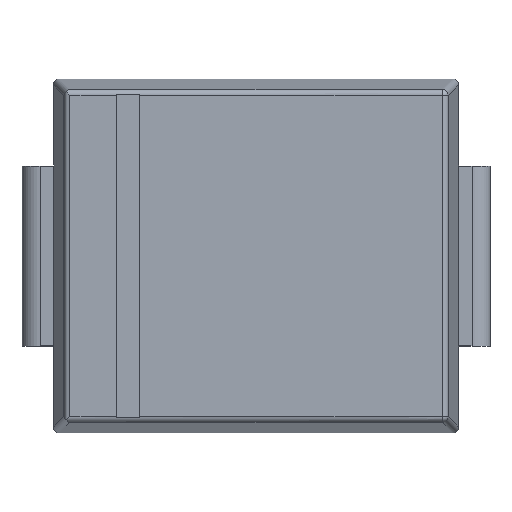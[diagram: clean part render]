
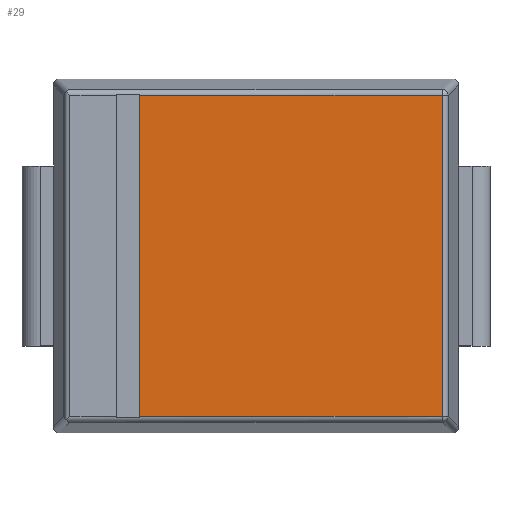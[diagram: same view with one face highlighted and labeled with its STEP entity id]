
A CAD part, top view. The second image highlights one B-rep face of the part: STEP entity #29.
In plain terms, the highlighted planar face has unit normal (0, 0, 1).
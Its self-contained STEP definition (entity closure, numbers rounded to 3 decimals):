
#29 = ADVANCED_FACE ( 'NONE', ( #2293 ), #2669, .T. ) ;
#131 = EDGE_CURVE ( 'NONE', #4916, #5211, #1812, .T. ) ;
#138 = CARTESIAN_POINT ( 'NONE',  ( 3.102, -2.677, 1.075 ) ) ;
#343 = ORIENTED_EDGE ( 'NONE', *, *, #5468, .F. ) ;
#386 = CARTESIAN_POINT ( 'NONE',  ( 0., 0., 1.075 ) ) ;
#408 = EDGE_LOOP ( 'NONE', ( #343, #2577, #4378, #1822 ) ) ;
#488 = VECTOR ( 'NONE', #4394, 1000. ) ;
#541 = CARTESIAN_POINT ( 'NONE',  ( -1.936, 2.677, 1.075 ) ) ;
#817 = CARTESIAN_POINT ( 'NONE',  ( -1.936, 2.677, 1.075 ) ) ;
#891 = EDGE_CURVE ( 'NONE', #5186, #4916, #5464, .T. ) ;
#1521 = VECTOR ( 'NONE', #1873, 1000. ) ;
#1812 = LINE ( 'NONE', #541, #1521 ) ;
#1822 = ORIENTED_EDGE ( 'NONE', *, *, #131, .T. ) ;
#1873 = DIRECTION ( 'NONE',  ( -1., 0., 0. ) ) ;
#1880 = VECTOR ( 'NONE', #5824, 1000. ) ;
#2212 = DIRECTION ( 'NONE',  ( 1., 0., 0. ) ) ;
#2233 = DIRECTION ( 'NONE',  ( 0., 0., 1. ) ) ;
#2293 = FACE_OUTER_BOUND ( 'NONE', #408, .T. ) ;
#2328 = CARTESIAN_POINT ( 'NONE',  ( -1.936, -2.677, 1.075 ) ) ;
#2577 = ORIENTED_EDGE ( 'NONE', *, *, #3049, .T. ) ;
#2640 = DIRECTION ( 'NONE',  ( 1., 0., 0. ) ) ;
#2669 = PLANE ( 'NONE',  #3633 ) ;
#3049 = EDGE_CURVE ( 'NONE', #3289, #5186, #6001, .T. ) ;
#3050 = CARTESIAN_POINT ( 'NONE',  ( 3.102, 2.76, 1.075 ) ) ;
#3262 = VECTOR ( 'NONE', #2640, 1000. ) ;
#3289 = VERTEX_POINT ( 'NONE', #2328 ) ;
#3633 = AXIS2_PLACEMENT_3D ( 'NONE', #386, #2233, #2212 ) ;
#3973 = LINE ( 'NONE', #5774, #1880 ) ;
#4378 = ORIENTED_EDGE ( 'NONE', *, *, #891, .T. ) ;
#4394 = DIRECTION ( 'NONE',  ( 0., 1., 0. ) ) ;
#4916 = VERTEX_POINT ( 'NONE', #6075 ) ;
#5011 = CARTESIAN_POINT ( 'NONE',  ( 3.185, -2.677, 1.075 ) ) ;
#5186 = VERTEX_POINT ( 'NONE', #138 ) ;
#5211 = VERTEX_POINT ( 'NONE', #817 ) ;
#5464 = LINE ( 'NONE', #3050, #488 ) ;
#5468 = EDGE_CURVE ( 'NONE', #3289, #5211, #3973, .T. ) ;
#5774 = CARTESIAN_POINT ( 'NONE',  ( -1.936, 0., 1.075 ) ) ;
#5824 = DIRECTION ( 'NONE',  ( 0., 1., 0. ) ) ;
#6001 = LINE ( 'NONE', #5011, #3262 ) ;
#6075 = CARTESIAN_POINT ( 'NONE',  ( 3.102, 2.677, 1.075 ) ) ;
